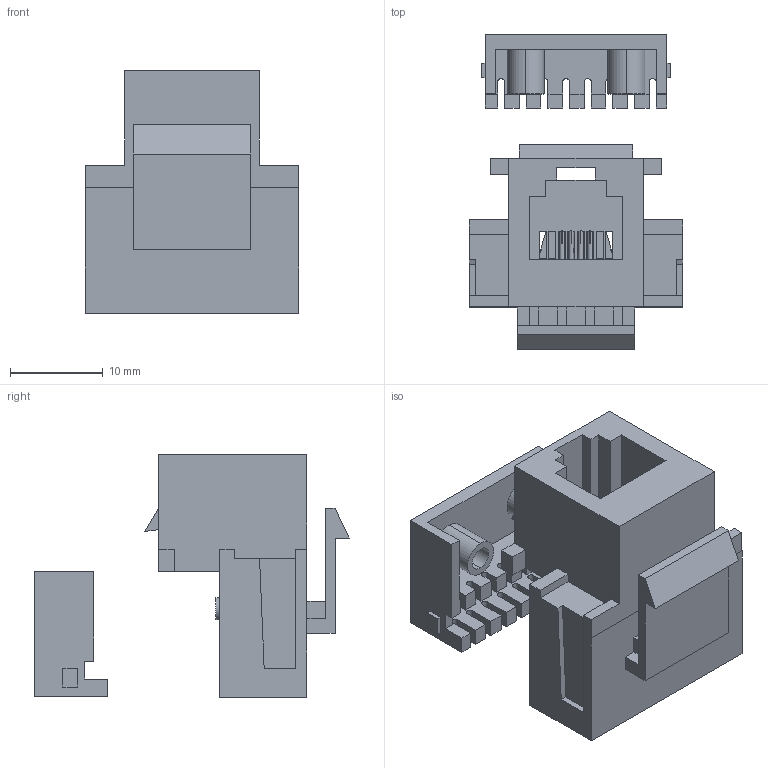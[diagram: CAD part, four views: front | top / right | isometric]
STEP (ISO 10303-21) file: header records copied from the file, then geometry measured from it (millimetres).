
FILE_DESCRIPTION (( 'STEP AP214' ), '1' );
FILE_NAME ('EC1107B-4C.STEP', '2014-05-05T12:32:16', ( 'L-Com' ), ( 'L-Com Global Connectivity' ), 'SwSTEP 2.0', 'SolidWorks 2014', '' );
FILE_SCHEMA (( 'AUTOMOTIVE_DESIGN' ));
Length unit declared in the file: inch
Products named in the file (3): EC1107B-4C-MA2; EC1107B-4C-MA1; EC1107B-4C
Assembly tree (2 placements, depth 2):
  EC1107B-4C
    EC1107B-4C-MA1
    EC1107B-4C-MA2
Bounding box: 23 x 33.98 x 26.2 mm (x, y, z)
Volume: 5036.1 mm3; surface area: 5347.7 mm2
Topology: 2 solids, 2 shells, 329 faces, 959 edges, 628 vertices
Faces by surface type: plane 285, cylinder 44
Entity records: 13303 total; most frequent: CARTESIAN_POINT 2017, ORIENTED_EDGE 1918, DIRECTION 1667, EDGE_CURVE 959, VECTOR 855, LINE 855, VERTEX_POINT 628, AXIS2_PLACEMENT_3D 406
